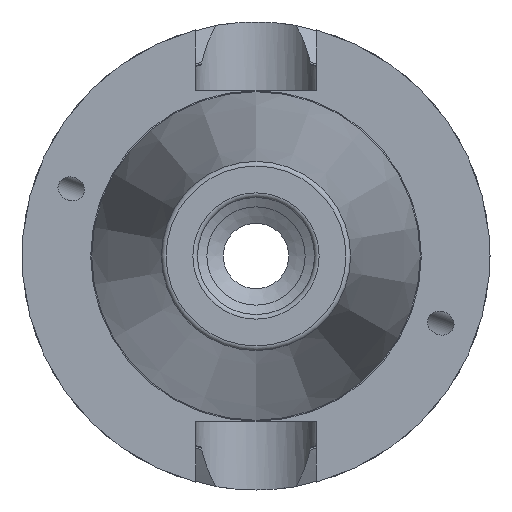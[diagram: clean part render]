
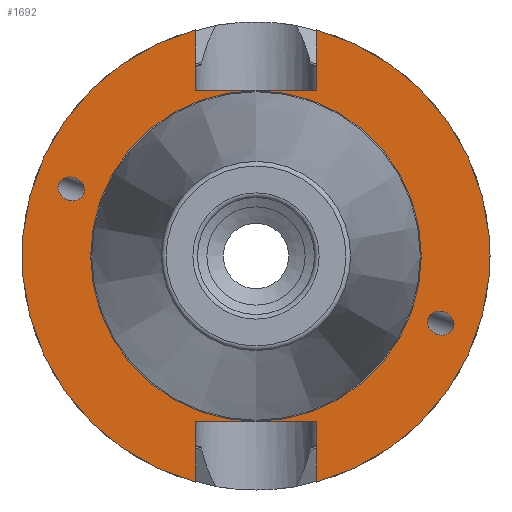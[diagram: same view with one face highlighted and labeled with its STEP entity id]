
A CAD part, left-side view. The second image highlights one B-rep face of the part: STEP entity #1692.
In plain terms, the highlighted planar face has unit normal (-1, 0, 0).
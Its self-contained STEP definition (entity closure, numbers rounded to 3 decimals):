
#19=ELLIPSE('',#1861,2.887,2.5);
#23=ELLIPSE('',#1866,2.887,2.5);
#50=FACE_BOUND('',#246,.T.);
#51=FACE_BOUND('',#247,.T.);
#52=FACE_BOUND('',#248,.T.);
#69=PLANE('',#1891);
#153=FACE_OUTER_BOUND('',#245,.T.);
#245=EDGE_LOOP('',(#1435,#1436,#1437,#1438,#1439,#1440,#1441,#1442));
#246=EDGE_LOOP('',(#1443));
#247=EDGE_LOOP('',(#1444));
#248=EDGE_LOOP('',(#1445,#1446));
#328=LINE('',#3080,#412);
#337=LINE('',#3198,#421);
#339=LINE('',#3201,#423);
#343=LINE('',#3275,#427);
#344=LINE('',#3277,#428);
#345=LINE('',#3279,#429);
#412=VECTOR('',#2279,10.);
#421=VECTOR('',#2294,10.);
#423=VECTOR('',#2298,10.);
#427=VECTOR('',#2334,10.);
#428=VECTOR('',#2335,10.);
#429=VECTOR('',#2336,10.);
#535=CIRCLE('',#1892,50.);
#536=CIRCLE('',#1893,50.);
#537=CIRCLE('',#1894,35.325);
#538=CIRCLE('',#1895,35.325);
#716=VERTEX_POINT('',#2896);
#720=VERTEX_POINT('',#2906);
#735=VERTEX_POINT('',#3077);
#736=VERTEX_POINT('',#3079);
#755=VERTEX_POINT('',#3195);
#756=VERTEX_POINT('',#3197);
#767=VERTEX_POINT('',#3272);
#768=VERTEX_POINT('',#3274);
#769=VERTEX_POINT('',#3276);
#770=VERTEX_POINT('',#3278);
#771=VERTEX_POINT('',#3281);
#772=VERTEX_POINT('',#3282);
#943=EDGE_CURVE('',#716,#716,#19,.T.);
#948=EDGE_CURVE('',#720,#720,#23,.T.);
#966=EDGE_CURVE('',#736,#735,#328,.T.);
#988=EDGE_CURVE('',#756,#755,#337,.T.);
#990=EDGE_CURVE('',#735,#756,#339,.T.);
#1007=EDGE_CURVE('',#755,#767,#535,.T.);
#1008=EDGE_CURVE('',#767,#768,#343,.T.);
#1009=EDGE_CURVE('',#768,#769,#344,.T.);
#1010=EDGE_CURVE('',#769,#770,#345,.T.);
#1011=EDGE_CURVE('',#770,#736,#536,.T.);
#1012=EDGE_CURVE('',#771,#772,#537,.T.);
#1013=EDGE_CURVE('',#772,#771,#538,.T.);
#1435=ORIENTED_EDGE('',*,*,#966,.T.);
#1436=ORIENTED_EDGE('',*,*,#990,.T.);
#1437=ORIENTED_EDGE('',*,*,#988,.T.);
#1438=ORIENTED_EDGE('',*,*,#1007,.T.);
#1439=ORIENTED_EDGE('',*,*,#1008,.T.);
#1440=ORIENTED_EDGE('',*,*,#1009,.T.);
#1441=ORIENTED_EDGE('',*,*,#1010,.T.);
#1442=ORIENTED_EDGE('',*,*,#1011,.T.);
#1443=ORIENTED_EDGE('',*,*,#943,.T.);
#1444=ORIENTED_EDGE('',*,*,#948,.T.);
#1445=ORIENTED_EDGE('',*,*,#1012,.F.);
#1446=ORIENTED_EDGE('',*,*,#1013,.F.);
#1692=ADVANCED_FACE('',(#153,#50,#51,#52),#69,.T.);
#1861=AXIS2_PLACEMENT_3D('',#2897,#2248,#2249);
#1866=AXIS2_PLACEMENT_3D('',#2907,#2259,#2260);
#1891=AXIS2_PLACEMENT_3D('',#3271,#2330,#2331);
#1892=AXIS2_PLACEMENT_3D('',#3273,#2332,#2333);
#1893=AXIS2_PLACEMENT_3D('',#3280,#2337,#2338);
#1894=AXIS2_PLACEMENT_3D('',#3283,#2339,#2340);
#1895=AXIS2_PLACEMENT_3D('',#3284,#2341,#2342);
#2248=DIRECTION('center_axis',(1.,0.,0.));
#2249=DIRECTION('ref_axis',(0.,-0.94,-0.342));
#2259=DIRECTION('center_axis',(1.,0.,0.));
#2260=DIRECTION('ref_axis',(0.,0.94,0.342));
#2279=DIRECTION('',(0.,0.,1.));
#2294=DIRECTION('',(0.,0.,-1.));
#2298=DIRECTION('',(0.,-1.,0.));
#2330=DIRECTION('center_axis',(-1.,0.,0.));
#2331=DIRECTION('ref_axis',(0.,0.,1.));
#2332=DIRECTION('center_axis',(-1.,0.,0.));
#2333=DIRECTION('ref_axis',(0.,0.,1.));
#2334=DIRECTION('',(0.,0.,-1.));
#2335=DIRECTION('',(0.,1.,0.));
#2336=DIRECTION('',(0.,0.,1.));
#2337=DIRECTION('center_axis',(-1.,0.,0.));
#2338=DIRECTION('ref_axis',(0.,0.,1.));
#2339=DIRECTION('center_axis',(-1.,0.,0.));
#2340=DIRECTION('ref_axis',(0.,1.,0.));
#2341=DIRECTION('center_axis',(-1.,0.,0.));
#2342=DIRECTION('ref_axis',(0.,1.,0.));
#2896=CARTESIAN_POINT('',(3.,-36.754,-13.378));
#2897=CARTESIAN_POINT('Origin',(3.,-39.467,-14.365));
#2906=CARTESIAN_POINT('',(3.,36.754,13.378));
#2907=CARTESIAN_POINT('Origin',(3.,39.467,14.365));
#3077=CARTESIAN_POINT('',(3.,12.85,-35.4));
#3079=CARTESIAN_POINT('',(3.,12.85,-48.321));
#3080=CARTESIAN_POINT('',(3.,12.85,3.641));
#3195=CARTESIAN_POINT('',(3.,-12.85,-48.321));
#3197=CARTESIAN_POINT('',(3.,-12.85,-35.4));
#3198=CARTESIAN_POINT('',(3.,-12.85,3.641));
#3201=CARTESIAN_POINT('',(3.,0.,-35.4));
#3271=CARTESIAN_POINT('Origin',(3.,0.,42.681));
#3272=CARTESIAN_POINT('',(3.,-12.85,48.321));
#3273=CARTESIAN_POINT('Origin',(3.,0.,0.));
#3274=CARTESIAN_POINT('',(3.,-12.85,35.4));
#3275=CARTESIAN_POINT('',(3.,-12.85,39.041));
#3276=CARTESIAN_POINT('',(3.,12.85,35.4));
#3277=CARTESIAN_POINT('',(3.,0.,35.4));
#3278=CARTESIAN_POINT('',(3.,12.85,48.321));
#3279=CARTESIAN_POINT('',(3.,12.85,39.041));
#3280=CARTESIAN_POINT('Origin',(3.,0.,0.));
#3281=CARTESIAN_POINT('',(3.,35.325,0.));
#3282=CARTESIAN_POINT('',(3.,0.,-35.325));
#3283=CARTESIAN_POINT('Origin',(3.,0.,0.));
#3284=CARTESIAN_POINT('Origin',(3.,0.,0.));
